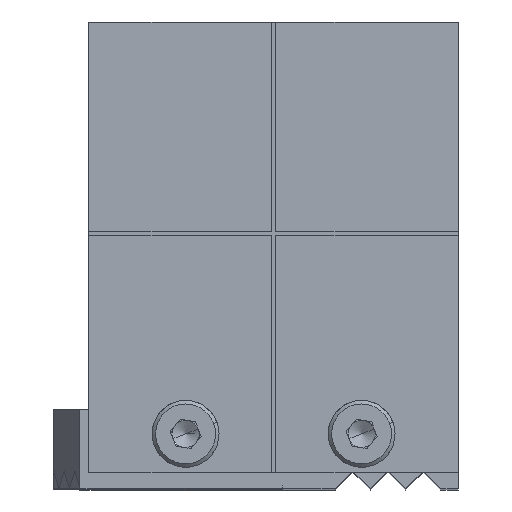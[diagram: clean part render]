
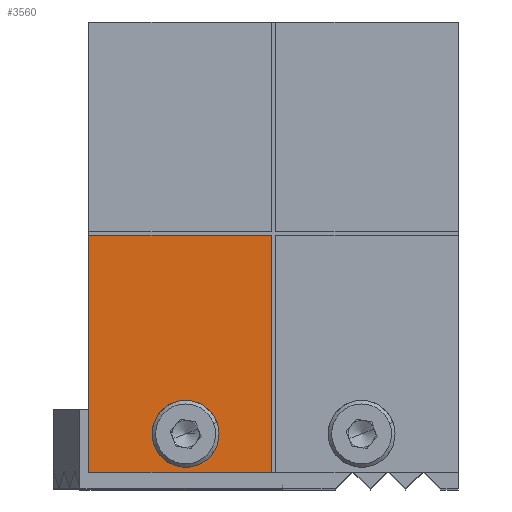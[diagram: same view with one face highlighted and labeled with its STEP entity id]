
A CAD part, top view. The second image highlights one B-rep face of the part: STEP entity #3560.
In plain terms, the highlighted planar face has unit normal (0, 0, 1).
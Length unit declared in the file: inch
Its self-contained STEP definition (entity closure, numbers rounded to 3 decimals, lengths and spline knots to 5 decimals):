
#3434 = EDGE_CURVE ( 'NONE', #3515, #3435, #6190, .T. ) ;
#3435 = VERTEX_POINT ( 'NONE', #6185 ) ;
#3515 = VERTEX_POINT ( 'NONE', #6442 ) ;
#3559 = EDGE_CURVE ( 'NONE', #3435, #3515, #6593, .T. ) ;
#3560 = ADVANCED_FACE ( 'NONE', ( #6641, #6640 ), #6622, .F. ) ;
#3561 = EDGE_LOOP ( 'NONE', ( #3617, #3618 ) ) ;
#3617 = ORIENTED_EDGE ( 'NONE', *, *, #3559, .F. ) ;
#3618 = ORIENTED_EDGE ( 'NONE', *, *, #3434, .F. ) ;
#3619 = EDGE_LOOP ( 'NONE', ( #3620, #3624, #3627, #3630 ) ) ;
#3620 = ORIENTED_EDGE ( 'NONE', *, *, #3621, .F. ) ;
#3621 = EDGE_CURVE ( 'NONE', #3622, #3623, #6841, .T. ) ;
#3622 = VERTEX_POINT ( 'NONE', #6837 ) ;
#3623 = VERTEX_POINT ( 'NONE', #6836 ) ;
#3624 = ORIENTED_EDGE ( 'NONE', *, *, #3625, .F. ) ;
#3625 = EDGE_CURVE ( 'NONE', #3626, #3622, #6835, .T. ) ;
#3626 = VERTEX_POINT ( 'NONE', #6831 ) ;
#3627 = ORIENTED_EDGE ( 'NONE', *, *, #3628, .F. ) ;
#3628 = EDGE_CURVE ( 'NONE', #3629, #3626, #6830, .T. ) ;
#3629 = VERTEX_POINT ( 'NONE', #6826 ) ;
#3630 = ORIENTED_EDGE ( 'NONE', *, *, #3631, .F. ) ;
#3631 = EDGE_CURVE ( 'NONE', #3623, #3629, #6825, .T. ) ;
#6185 = CARTESIAN_POINT ( 'NONE',  ( -0.54295, -0.61343, 0.83566 ) ) ;
#6186 = DIRECTION ( 'NONE',  ( 1., 0., 0. ) ) ;
#6187 = DIRECTION ( 'NONE',  ( 0., 0., 1. ) ) ;
#6188 = CARTESIAN_POINT ( 'NONE',  ( -0.61776, -0.61343, 0.83566 ) ) ;
#6189 = AXIS2_PLACEMENT_3D ( 'NONE', #6188, #6187, #6186 ) ;
#6190 = CIRCLE ( 'NONE', #6189, 0.0748 ) ;
#6442 = CARTESIAN_POINT ( 'NONE',  ( -0.69256, -0.61343, 0.83566 ) ) ;
#6592 = CARTESIAN_POINT ( 'NONE',  ( -0.61776, -0.61343, 0.83566 ) ) ;
#6593 = CIRCLE ( 'NONE', #6644, 0.0748 ) ;
#6618 = DIRECTION ( 'NONE',  ( -1., 0., 0. ) ) ;
#6619 = DIRECTION ( 'NONE',  ( 0., 0., -1. ) ) ;
#6620 = CARTESIAN_POINT ( 'NONE',  ( -0.00752, -0.70004, 0.83566 ) ) ;
#6621 = AXIS2_PLACEMENT_3D ( 'NONE', #6620, #6619, #6618 ) ;
#6622 = PLANE ( 'NONE',  #6621 ) ;
#6640 = FACE_OUTER_BOUND ( 'NONE', #3619, .T. ) ;
#6641 = FACE_BOUND ( 'NONE', #3561, .T. ) ;
#6642 = DIRECTION ( 'NONE',  ( 1., 0., 0. ) ) ;
#6643 = DIRECTION ( 'NONE',  ( 0., 0., 1. ) ) ;
#6644 = AXIS2_PLACEMENT_3D ( 'NONE', #6592, #6643, #6642 ) ;
#6822 = DIRECTION ( 'NONE',  ( -1., 0., 0. ) ) ;
#6823 = VECTOR ( 'NONE', #6822, 39.37008 ) ;
#6824 = CARTESIAN_POINT ( 'NONE',  ( -0.00752, -0.70004, 0.83566 ) ) ;
#6825 = LINE ( 'NONE', #6824, #6823 ) ;
#6826 = CARTESIAN_POINT ( 'NONE',  ( -0.83429, -0.70004, 0.83566 ) ) ;
#6827 = DIRECTION ( 'NONE',  ( 0., 1., 0. ) ) ;
#6828 = VECTOR ( 'NONE', #6827, 39.37008 ) ;
#6829 = CARTESIAN_POINT ( 'NONE',  ( -0.83429, 0.30783, 0.83566 ) ) ;
#6830 = LINE ( 'NONE', #6829, #6828 ) ;
#6831 = CARTESIAN_POINT ( 'NONE',  ( -0.83429, -0.16953, 0.83566 ) ) ;
#6832 = DIRECTION ( 'NONE',  ( 1., 0., 0. ) ) ;
#6833 = VECTOR ( 'NONE', #6832, 39.37008 ) ;
#6834 = CARTESIAN_POINT ( 'NONE',  ( -0.83429, -0.16953, 0.83566 ) ) ;
#6835 = LINE ( 'NONE', #6834, #6833 ) ;
#6836 = CARTESIAN_POINT ( 'NONE',  ( -0.42583, -0.70004, 0.83566 ) ) ;
#6837 = CARTESIAN_POINT ( 'NONE',  ( -0.42583, -0.16953, 0.83566 ) ) ;
#6838 = DIRECTION ( 'NONE',  ( 0., -1., 0. ) ) ;
#6839 = VECTOR ( 'NONE', #6838, 39.37008 ) ;
#6840 = CARTESIAN_POINT ( 'NONE',  ( -0.42583, 0.30783, 0.83566 ) ) ;
#6841 = LINE ( 'NONE', #6840, #6839 ) ;
